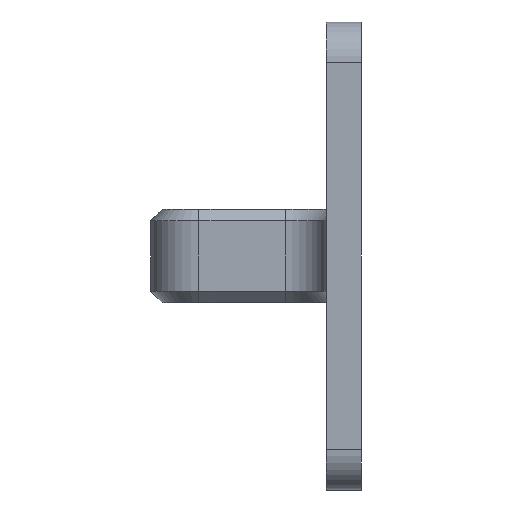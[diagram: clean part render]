
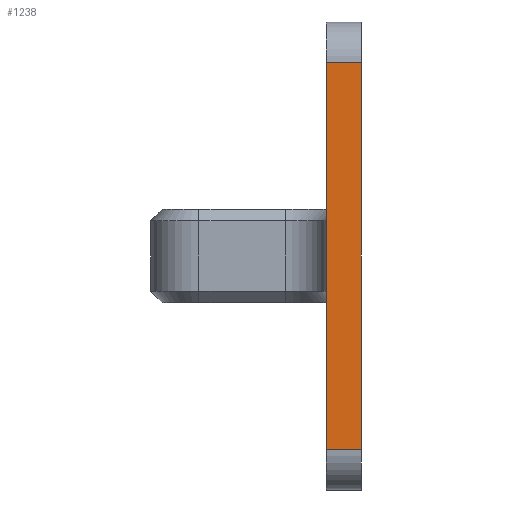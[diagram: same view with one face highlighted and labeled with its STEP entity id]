
A CAD part, left-side view. The second image highlights one B-rep face of the part: STEP entity #1238.
In plain terms, the highlighted planar face has unit normal (-1, 0, 0).
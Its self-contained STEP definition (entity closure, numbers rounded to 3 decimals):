
#51 = AXIS2_PLACEMENT_3D ( 'NONE', #1342, #222, #715 ) ;
#125 = LINE ( 'NONE', #1135, #764 ) ;
#141 = LINE ( 'NONE', #1141, #777 ) ;
#143 = VERTEX_POINT ( 'NONE', #257 ) ;
#171 = EDGE_CURVE ( 'NONE', #1039, #1568, #125, .T. ) ;
#222 = DIRECTION ( 'NONE',  ( -1., 0., 0. ) ) ;
#230 = FACE_OUTER_BOUND ( 'NONE', #1598, .T. ) ;
#257 = CARTESIAN_POINT ( 'NONE',  ( -20., 0., 16.5 ) ) ;
#375 = CARTESIAN_POINT ( 'NONE',  ( -20., 3., -16.5 ) ) ;
#378 = ORIENTED_EDGE ( 'NONE', *, *, #171, .T. ) ;
#472 = ORIENTED_EDGE ( 'NONE', *, *, #838, .T. ) ;
#477 = VECTOR ( 'NONE', #1476, 1000. ) ;
#503 = LINE ( 'NONE', #1604, #477 ) ;
#715 = DIRECTION ( 'NONE',  ( 0., 0., 1. ) ) ;
#729 = CARTESIAN_POINT ( 'NONE',  ( -20., 3., -16.5 ) ) ;
#764 = VECTOR ( 'NONE', #1013, 1000. ) ;
#768 = ORIENTED_EDGE ( 'NONE', *, *, #1404, .T. ) ;
#777 = VECTOR ( 'NONE', #1147, 1000. ) ;
#797 = CARTESIAN_POINT ( 'NONE',  ( -20., 3., 16.5 ) ) ;
#838 = EDGE_CURVE ( 'NONE', #143, #1039, #503, .T. ) ;
#930 = ORIENTED_EDGE ( 'NONE', *, *, #965, .F. ) ;
#965 = EDGE_CURVE ( 'NONE', #143, #1143, #141, .T. ) ;
#1013 = DIRECTION ( 'NONE',  ( 0., 0., -1. ) ) ;
#1039 = VERTEX_POINT ( 'NONE', #797 ) ;
#1101 = LINE ( 'NONE', #729, #1120 ) ;
#1120 = VECTOR ( 'NONE', #1241, 1000. ) ;
#1135 = CARTESIAN_POINT ( 'NONE',  ( -20., 3., 0. ) ) ;
#1141 = CARTESIAN_POINT ( 'NONE',  ( -20., 0., 0. ) ) ;
#1143 = VERTEX_POINT ( 'NONE', #1336 ) ;
#1147 = DIRECTION ( 'NONE',  ( 0., 0., -1. ) ) ;
#1238 = ADVANCED_FACE ( 'NONE', ( #230 ), #1492, .T. ) ;
#1241 = DIRECTION ( 'NONE',  ( 0., -1., 0. ) ) ;
#1336 = CARTESIAN_POINT ( 'NONE',  ( -20., 0., -16.5 ) ) ;
#1342 = CARTESIAN_POINT ( 'NONE',  ( -20., 3., 0. ) ) ;
#1404 = EDGE_CURVE ( 'NONE', #1568, #1143, #1101, .T. ) ;
#1476 = DIRECTION ( 'NONE',  ( 0., 1., 0. ) ) ;
#1492 = PLANE ( 'NONE',  #51 ) ;
#1568 = VERTEX_POINT ( 'NONE', #375 ) ;
#1598 = EDGE_LOOP ( 'NONE', ( #930, #472, #378, #768 ) ) ;
#1604 = CARTESIAN_POINT ( 'NONE',  ( -20., 3., 16.5 ) ) ;
